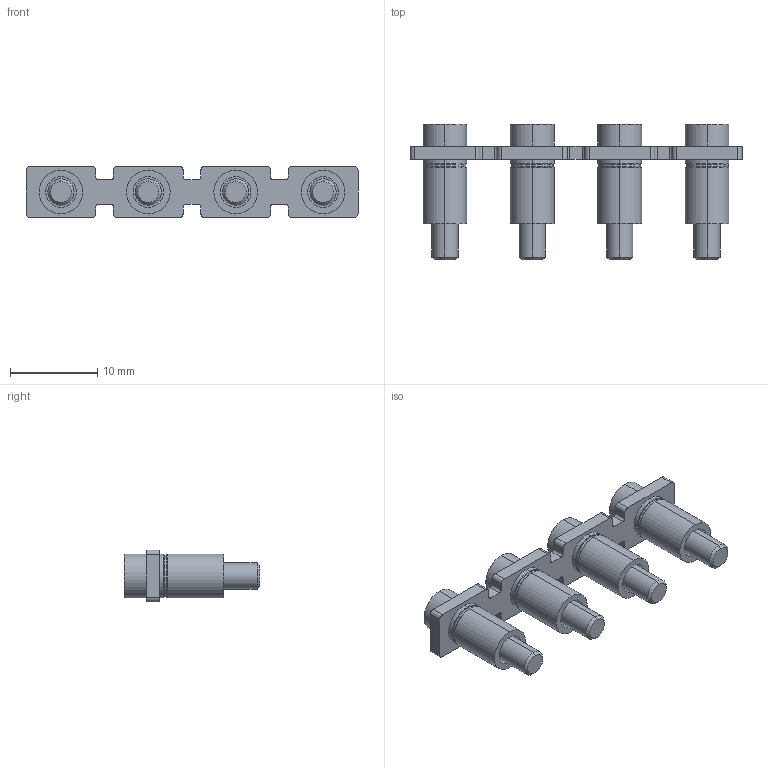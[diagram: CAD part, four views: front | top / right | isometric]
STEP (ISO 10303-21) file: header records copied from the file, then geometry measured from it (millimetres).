
FILE_DESCRIPTION (( 'STEP AP214' ), '1' );
FILE_NAME ('UK 10-4.STP', '2013-04-04T09:15:39', ( 'murat' ), ( 'Microsoft' ), 'SwSTEP 2.0', 'SolidWorks 2013', '' );
FILE_SCHEMA (( 'AUTOMOTIVE_DESIGN' ));
Length unit declared in the file: millimetre
Products named in the file (1): UK 10-4
Bounding box: 38 x 15.5 x 5.9 mm (x, y, z)
Volume: 1051.2 mm3; surface area: 2474.1 mm2
Topology: 13 solids, 13 shells, 310 faces, 696 edges, 428 vertices
Faces by surface type: cylinder 132, plane 86, torus 76, cone 16
Entity records: 12360 total; most frequent: DIRECTION 1718, CARTESIAN_POINT 1515, ORIENTED_EDGE 1392, AXIS2_PLACEMENT_3D 727, EDGE_CURVE 696, VERTEX_POINT 428, CIRCLE 416, EDGE_LOOP 350
